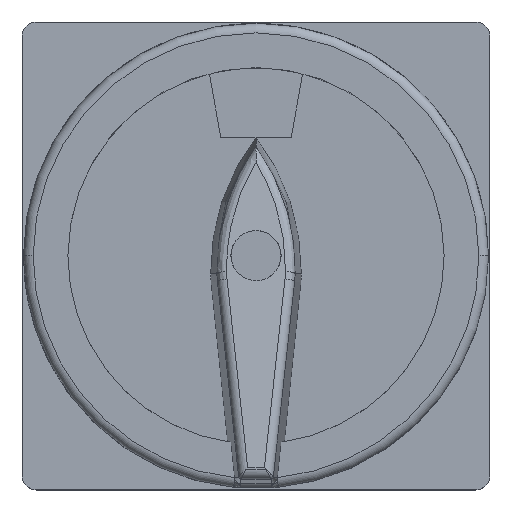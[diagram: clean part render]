
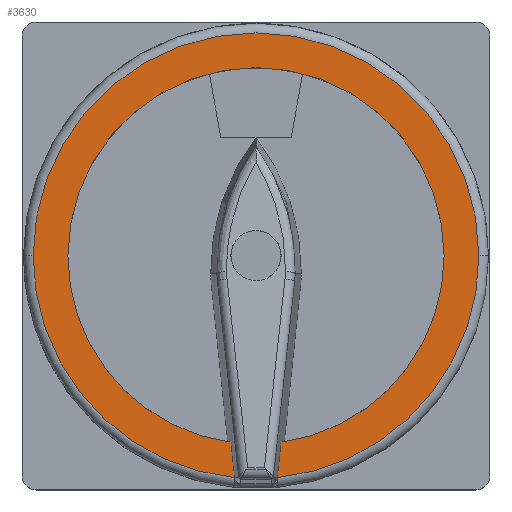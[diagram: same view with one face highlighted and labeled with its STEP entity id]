
A CAD part, top view. The second image highlights one B-rep face of the part: STEP entity #3630.
In plain terms, the highlighted planar face has unit normal (0, 0, 1).
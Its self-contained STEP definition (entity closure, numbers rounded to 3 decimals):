
#182 = CARTESIAN_POINT ( 'NONE',  ( 32.495, 32.495, 23.41 ) ) ;
#204 = VERTEX_POINT ( 'NONE', #539 ) ;
#286 = ORIENTED_EDGE ( 'NONE', *, *, #3673, .T. ) ;
#297 = ORIENTED_EDGE ( 'NONE', *, *, #5740, .T. ) ;
#490 = EDGE_LOOP ( 'NONE', ( #2342, #297, #286, #2865, #863, #4248, #3386, #1347 ) ) ;
#539 = CARTESIAN_POINT ( 'NONE',  ( 35.459, 1.683, 23.41 ) ) ;
#621 = DIRECTION ( 'NONE',  ( -0.103, 0.995, 0. ) ) ;
#646 = DIRECTION ( 'NONE',  ( 1., 0., 0. ) ) ;
#660 = CIRCLE ( 'NONE', #4059, 26.13 ) ;
#749 = VECTOR ( 'NONE', #621, 1000. ) ;
#778 = CARTESIAN_POINT ( 'NONE',  ( 32.495, 32.495, 23.41 ) ) ;
#863 = ORIENTED_EDGE ( 'NONE', *, *, #2727, .T. ) ;
#912 = VERTEX_POINT ( 'NONE', #2551 ) ;
#980 = AXIS2_PLACEMENT_3D ( 'NONE', #1797, #4977, #2266 ) ;
#1037 = CARTESIAN_POINT ( 'NONE',  ( 29.023, 6.597, 23.41 ) ) ;
#1212 = VERTEX_POINT ( 'NONE', #1037 ) ;
#1228 = DIRECTION ( 'NONE',  ( 1., 0., 0. ) ) ;
#1268 = CARTESIAN_POINT ( 'NONE',  ( 38.578, 31.866, 23.41 ) ) ;
#1283 = VERTEX_POINT ( 'NONE', #3622 ) ;
#1347 = ORIENTED_EDGE ( 'NONE', *, *, #5704, .F. ) ;
#1538 = CIRCLE ( 'NONE', #980, 26.13 ) ;
#1779 = CARTESIAN_POINT ( 'NONE',  ( 32.495, 32.495, 23.41 ) ) ;
#1797 = CARTESIAN_POINT ( 'NONE',  ( 32.495, 32.495, 23.41 ) ) ;
#1893 = CARTESIAN_POINT ( 'NONE',  ( 32.495, 32.495, 23.41 ) ) ;
#1964 = LINE ( 'NONE', #5507, #749 ) ;
#2250 = DIRECTION ( 'NONE',  ( 0., 0., 1. ) ) ;
#2266 = DIRECTION ( 'NONE',  ( 1., 0., 0. ) ) ;
#2282 = VERTEX_POINT ( 'NONE', #4281 ) ;
#2339 = LINE ( 'NONE', #1268, #3398 ) ;
#2342 = ORIENTED_EDGE ( 'NONE', *, *, #4458, .T. ) ;
#2368 = DIRECTION ( 'NONE',  ( 1., 0., 0. ) ) ;
#2383 = DIRECTION ( 'NONE',  ( 0., 0., 1. ) ) ;
#2502 = EDGE_CURVE ( 'NONE', #4588, #2282, #4478, .T. ) ;
#2551 = CARTESIAN_POINT ( 'NONE',  ( 63.449, 32.495, 23.41 ) ) ;
#2567 = CIRCLE ( 'NONE', #4572, 30.954 ) ;
#2661 = CARTESIAN_POINT ( 'NONE',  ( 32.495, 32.495, 23.41 ) ) ;
#2727 = EDGE_CURVE ( 'NONE', #3465, #1212, #1964, .T. ) ;
#2865 = ORIENTED_EDGE ( 'NONE', *, *, #5428, .T. ) ;
#3115 = DIRECTION ( 'NONE',  ( 1., 0., 0. ) ) ;
#3117 = DIRECTION ( 'NONE',  ( -0.103, -0.995, 0. ) ) ;
#3135 = CIRCLE ( 'NONE', #4646, 30.954 ) ;
#3386 = ORIENTED_EDGE ( 'NONE', *, *, #2502, .F. ) ;
#3398 = VECTOR ( 'NONE', #3117, 1000. ) ;
#3404 = DIRECTION ( 'NONE',  ( 0., 0., 1. ) ) ;
#3465 = VERTEX_POINT ( 'NONE', #4342 ) ;
#3622 = CARTESIAN_POINT ( 'NONE',  ( 1.541, 32.495, 23.41 ) ) ;
#3630 = ADVANCED_FACE ( 'NONE', ( #4254 ), #4513, .T. ) ;
#3673 = EDGE_CURVE ( 'NONE', #912, #1283, #5367, .T. ) ;
#3796 = EDGE_CURVE ( 'NONE', #2282, #1212, #1538, .T. ) ;
#3896 = CARTESIAN_POINT ( 'NONE',  ( 35.967, 6.597, 23.41 ) ) ;
#3992 = DIRECTION ( 'NONE',  ( 0., 0., 1. ) ) ;
#4059 = AXIS2_PLACEMENT_3D ( 'NONE', #1893, #5049, #2368 ) ;
#4100 = CARTESIAN_POINT ( 'NONE',  ( 58.625, 32.495, 23.41 ) ) ;
#4248 = ORIENTED_EDGE ( 'NONE', *, *, #3796, .F. ) ;
#4254 = FACE_OUTER_BOUND ( 'NONE', #490, .T. ) ;
#4281 = CARTESIAN_POINT ( 'NONE',  ( 6.365, 32.495, 23.41 ) ) ;
#4342 = CARTESIAN_POINT ( 'NONE',  ( 29.531, 1.683, 23.41 ) ) ;
#4458 = EDGE_CURVE ( 'NONE', #5471, #204, #2339, .T. ) ;
#4478 = CIRCLE ( 'NONE', #5170, 26.13 ) ;
#4513 = PLANE ( 'NONE',  #5054 ) ;
#4572 = AXIS2_PLACEMENT_3D ( 'NONE', #182, #3404, #646 ) ;
#4588 = VERTEX_POINT ( 'NONE', #4100 ) ;
#4646 = AXIS2_PLACEMENT_3D ( 'NONE', #5061, #2383, #5433 ) ;
#4782 = AXIS2_PLACEMENT_3D ( 'NONE', #2661, #5648, #3115 ) ;
#4977 = DIRECTION ( 'NONE',  ( 0., 0., 1. ) ) ;
#5049 = DIRECTION ( 'NONE',  ( 0., 0., 1. ) ) ;
#5054 = AXIS2_PLACEMENT_3D ( 'NONE', #1779, #2250, #5325 ) ;
#5061 = CARTESIAN_POINT ( 'NONE',  ( 32.495, 32.495, 23.41 ) ) ;
#5170 = AXIS2_PLACEMENT_3D ( 'NONE', #778, #3992, #1228 ) ;
#5325 = DIRECTION ( 'NONE',  ( 1., 0., 0. ) ) ;
#5367 = CIRCLE ( 'NONE', #4782, 30.954 ) ;
#5428 = EDGE_CURVE ( 'NONE', #1283, #3465, #2567, .T. ) ;
#5433 = DIRECTION ( 'NONE',  ( 1., 0., 0. ) ) ;
#5471 = VERTEX_POINT ( 'NONE', #3896 ) ;
#5507 = CARTESIAN_POINT ( 'NONE',  ( 26.412, 31.866, 23.41 ) ) ;
#5648 = DIRECTION ( 'NONE',  ( 0., 0., 1. ) ) ;
#5704 = EDGE_CURVE ( 'NONE', #5471, #4588, #660, .T. ) ;
#5740 = EDGE_CURVE ( 'NONE', #204, #912, #3135, .T. ) ;
